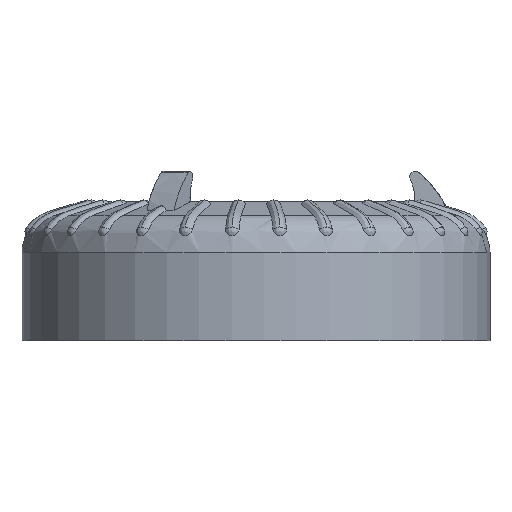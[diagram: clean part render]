
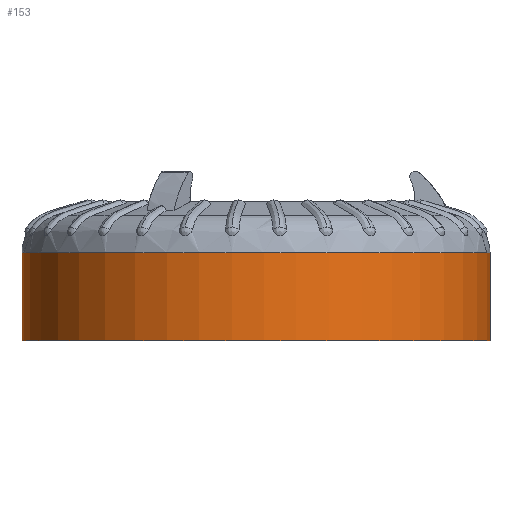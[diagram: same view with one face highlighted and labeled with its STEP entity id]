
A CAD part, front view. The second image highlights one B-rep face of the part: STEP entity #153.
In plain terms, the highlighted cylindrical face has radius 30 mm (diameter 60 mm), a partial arc.
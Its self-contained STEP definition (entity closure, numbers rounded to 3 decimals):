
#153=ADVANCED_FACE('',(#408),#4055,.T.);
#408=FACE_OUTER_BOUND('',#665,.T.);
#665=EDGE_LOOP('',(#1426,#1427,#1428,#1429));
#1426=ORIENTED_EDGE('',*,*,#2248,.F.);
#1427=ORIENTED_EDGE('',*,*,#2247,.T.);
#1428=ORIENTED_EDGE('',*,*,#2455,.T.);
#1429=ORIENTED_EDGE('',*,*,#2842,.F.);
#2247=EDGE_CURVE('',#3600,#3728,#3178,.T.);
#2248=EDGE_CURVE('',#3600,#3974,#3179,.T.);
#2455=EDGE_CURVE('',#3728,#3975,#3386,.T.);
#2842=EDGE_CURVE('',#3974,#3975,#3534,.T.);
#3178=(
BOUNDED_CURVE()
B_SPLINE_CURVE(1,(#12492,#12493),.UNSPECIFIED.,.F.,.F.)
B_SPLINE_CURVE_WITH_KNOTS((2,2),(0.,11.29),.UNSPECIFIED.)
CURVE()
GEOMETRIC_REPRESENTATION_ITEM()
RATIONAL_B_SPLINE_CURVE((1.,1.))
REPRESENTATION_ITEM('')
);
#3179=(
BOUNDED_CURVE()
B_SPLINE_CURVE(2,(#12494,#12495,#12496,#12497,#12498),.UNSPECIFIED.,.F.,
 .F.)
B_SPLINE_CURVE_WITH_KNOTS((3,2,3),(-188.496,-141.372,
-94.248),.UNSPECIFIED.)
CURVE()
GEOMETRIC_REPRESENTATION_ITEM()
RATIONAL_B_SPLINE_CURVE((1.,0.707,1.,0.707,1.))
REPRESENTATION_ITEM('')
);
#3386=(
BOUNDED_CURVE()
B_SPLINE_CURVE(2,(#13067,#13068,#13069,#13070,#13071),.UNSPECIFIED.,.F.,
 .F.)
B_SPLINE_CURVE_WITH_KNOTS((3,2,3),(0.,39.27,
78.539),.UNSPECIFIED.)
CURVE()
GEOMETRIC_REPRESENTATION_ITEM()
RATIONAL_B_SPLINE_CURVE((1.,0.707,1.,0.707,1.))
REPRESENTATION_ITEM('')
);
#3534=(
BOUNDED_CURVE()
B_SPLINE_CURVE(1,(#17769,#17770),.UNSPECIFIED.,.F.,.F.)
B_SPLINE_CURVE_WITH_KNOTS((2,2),(0.,11.29),.UNSPECIFIED.)
CURVE()
GEOMETRIC_REPRESENTATION_ITEM()
RATIONAL_B_SPLINE_CURVE((1.,1.))
REPRESENTATION_ITEM('')
);
#3600=VERTEX_POINT('',#11023);
#3728=VERTEX_POINT('',#11151);
#3974=VERTEX_POINT('',#11397);
#3975=VERTEX_POINT('',#11398);
#4055=CYLINDRICAL_SURFACE('',#4335,30.);
#4335=AXIS2_PLACEMENT_3D('',#8598,#4419,$);
#4419=DIRECTION('',(0.,0.,1.));
#8598=CARTESIAN_POINT('',(0.,0.,65.1));
#11023=CARTESIAN_POINT('',(30.,0.,15.1));
#11151=CARTESIAN_POINT('',(30.,0.,26.39));
#11397=CARTESIAN_POINT('',(-30.,0.,15.1));
#11398=CARTESIAN_POINT('',(-30.,0.,26.39));
#12492=CARTESIAN_POINT('',(30.,0.,15.1));
#12493=CARTESIAN_POINT('',(30.,0.,26.39));
#12494=CARTESIAN_POINT('',(30.,0.,15.1));
#12495=CARTESIAN_POINT('',(30.,-30.,15.1));
#12496=CARTESIAN_POINT('',(0.,-30.,15.1));
#12497=CARTESIAN_POINT('',(-30.,-30.,15.1));
#12498=CARTESIAN_POINT('',(-30.,0.,15.1));
#13067=CARTESIAN_POINT('',(30.,0.,26.39));
#13068=CARTESIAN_POINT('',(30.,-30.,26.39));
#13069=CARTESIAN_POINT('',(0.,-30.,26.39));
#13070=CARTESIAN_POINT('',(-30.,-30.,26.39));
#13071=CARTESIAN_POINT('',(-30.,0.,26.39));
#17769=CARTESIAN_POINT('',(-30.,0.,15.1));
#17770=CARTESIAN_POINT('',(-30.,0.,26.39));
